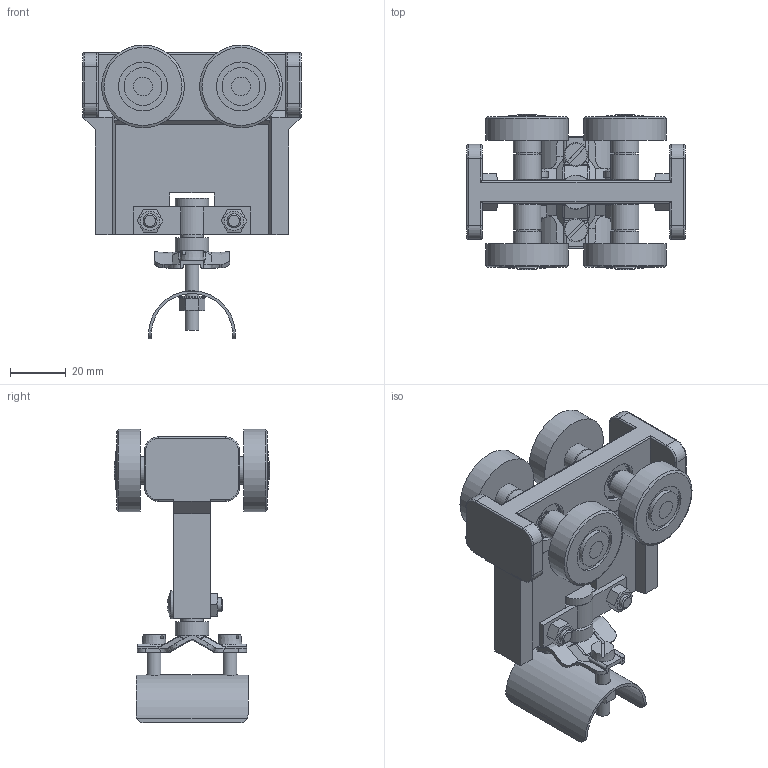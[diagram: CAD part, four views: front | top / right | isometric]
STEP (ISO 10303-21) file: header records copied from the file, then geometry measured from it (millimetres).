
FILE_DESCRIPTION(('STEP AP214'),'1');
FILE_NAME('PMH Kabelvagn 1735K.stp','2013-08-06T08:37:26',(' '),(' '),'Spatial InterOp 3D',' ',' ');
FILE_SCHEMA(('automotive_design'));
Length unit declared in the file: millimetre
Products named in the file (24): PMH Profilskena kabelvagn 1735K; NAUO24; NAUO23; NAUO22; NAUO16; NAUO14; NAUO8; NAUO6; NAUO21; NAUO26; NAUO27; NAUO37; NAUO35; NAUO28; NAUO20; NAUO38; NAUO15; NAUO47; NAUO46; NAUO44; NAUO42; NAUO41; NAUO40; NAUO39
Assembly tree (47 placements, depth 4):
  PMH Profilskena kabelvagn 1735K
    NAUO24  x2
    NAUO23  x4
    NAUO22  x4
    NAUO16  x4
    NAUO14  x2
    NAUO8  x2
    NAUO6  x2
    NAUO21
      NAUO26
      NAUO27  x2
        NAUO37
        NAUO35
        NAUO28
    NAUO20  x2
      NAUO38
    NAUO15
      NAUO47
      NAUO46  x2
      NAUO44  x2
      NAUO42
      NAUO41
      NAUO40
      NAUO39
Bounding box: 78 x 55.6 x 105 mm (x, y, z)
Volume: 74233.4 mm3; surface area: 47282.6 mm2
Topology: 52 solids, 52 shells, 756 faces, 1775 edges, 1139 vertices
Faces by surface type: plane 382, cylinder 217, torus 48, cone 47, bspline 36, sphere 26
Full cylindrical faces by diameter (mm): 4.134 x4, 4.51 x2, 4.98 x2, 5 x10, 5.1 x2, 5.2 x12, 5.3 x4, 5.4 x2, 5.5 x2, 5.9 x1, 6.4 x1, 6.8 x8, 6.987 x4, 7.616 x4, 8 x5, 10 x10, 12 x2, 13.34 x4, 13.5 x4, 14.5 x8, 16 x4, 17.5 x4, 29.6 x4
Entity records: 24843 total; most frequent: CARTESIAN_POINT 8435, DIRECTION 2396, ORIENTED_EDGE 2312, EDGE_CURVE 1156, AXIS2_PLACEMENT_3D 879, VERTEX_POINT 795, EDGE_LOOP 671, LINE 638
